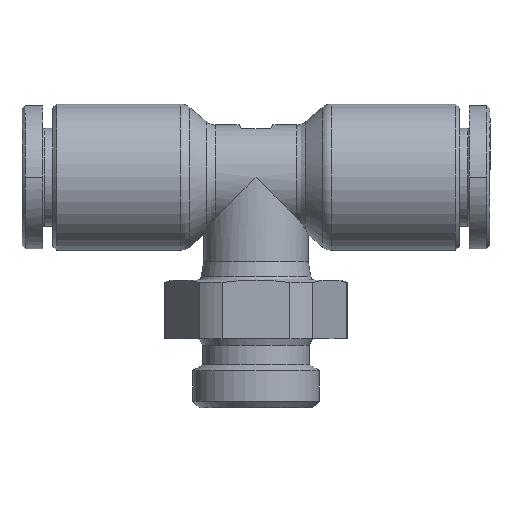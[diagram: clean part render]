
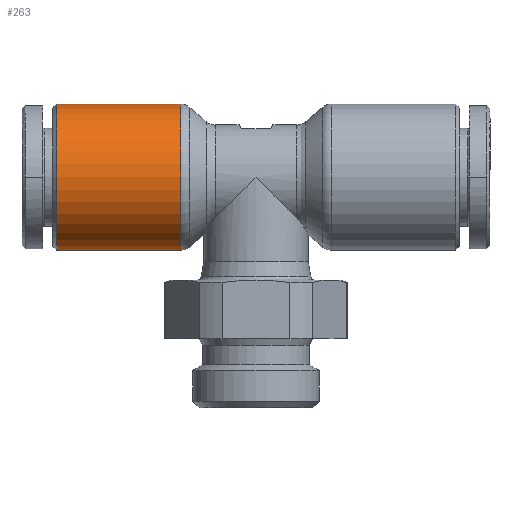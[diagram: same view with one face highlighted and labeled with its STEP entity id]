
A CAD part, front view. The second image highlights one B-rep face of the part: STEP entity #263.
In plain terms, the highlighted cylindrical face has radius 5.6 mm (diameter 11.2 mm), a partial arc.
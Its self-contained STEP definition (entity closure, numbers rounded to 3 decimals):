
#222=CARTESIAN_POINT('',(-8.418,0.,-0.216));
#223=DIRECTION('',(1.0,0.0,0.0));
#224=DIRECTION('',(0.0,0.0,1.0));
#225=AXIS2_PLACEMENT_3D('',#222,#223,#224);
#226=CYLINDRICAL_SURFACE('',#225,5.6);
#227=CARTESIAN_POINT('',(-14.018,0.,5.384));
#228=VERTEX_POINT('',#227);
#229=CARTESIAN_POINT('',(-4.483,0.,5.384));
#230=VERTEX_POINT('',#229);
#231=CARTESIAN_POINT('',(-14.018,0.,5.384));
#232=DIRECTION('',(1.0,0.0,0.0));
#233=VECTOR('',#232,9.535);
#234=LINE('',#231,#233);
#235=EDGE_CURVE('',#228,#230,#234,.T.);
#236=ORIENTED_EDGE('',*,*,#235,.F.);
#237=CARTESIAN_POINT('',(-14.018,0.,-5.816));
#238=VERTEX_POINT('',#237);
#239=CARTESIAN_POINT('',(-14.018,0.,-0.216));
#240=DIRECTION('',(-1.0,0.0,0.0));
#241=DIRECTION('',(0.0,0.0,1.0));
#242=AXIS2_PLACEMENT_3D('',#239,#240,#241);
#243=CIRCLE('',#242,5.6);
#244=EDGE_CURVE('',#238,#228,#243,.T.);
#245=ORIENTED_EDGE('',*,*,#244,.F.);
#246=CARTESIAN_POINT('',(-4.483,0.,-5.816));
#247=VERTEX_POINT('',#246);
#248=CARTESIAN_POINT('',(-4.483,0.,-5.816));
#249=DIRECTION('',(-1.0,0.0,0.0));
#250=VECTOR('',#249,9.535);
#251=LINE('',#248,#250);
#252=EDGE_CURVE('',#247,#238,#251,.T.);
#253=ORIENTED_EDGE('',*,*,#252,.F.);
#254=CARTESIAN_POINT('',(-4.483,0.,-0.216));
#255=DIRECTION('',(1.0,0.0,0.0));
#256=DIRECTION('',(0.0,0.0,-1.0));
#257=AXIS2_PLACEMENT_3D('',#254,#255,#256);
#258=CIRCLE('',#257,5.6);
#259=EDGE_CURVE('',#230,#247,#258,.T.);
#260=ORIENTED_EDGE('',*,*,#259,.F.);
#261=EDGE_LOOP('',(#236,#245,#253,#260));
#262=FACE_OUTER_BOUND('',#261,.T.);
#263=ADVANCED_FACE('',(#262),#226,.T.);
